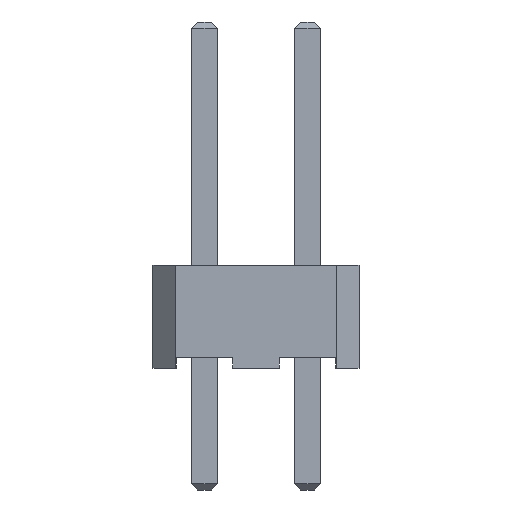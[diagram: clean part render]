
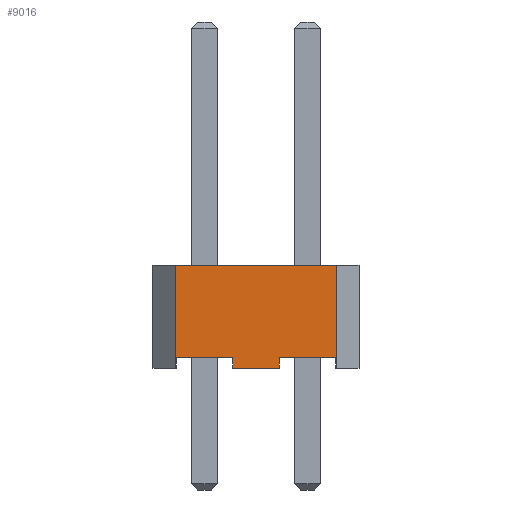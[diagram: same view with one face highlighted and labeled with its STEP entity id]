
A CAD part, left-side view. The second image highlights one B-rep face of the part: STEP entity #9016.
In plain terms, the highlighted planar face has unit normal (-1, 0, 0).
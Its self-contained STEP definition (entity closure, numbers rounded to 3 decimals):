
#514=FACE_OUTER_BOUND('',#1072,.T.);
#1072=EDGE_LOOP('',(#7511,#7512,#7513,#7514,#7515,#7516,#7517,#7518,#7519,
#7520,#7521,#7522));
#1856=LINE('',#13456,#3076);
#1859=LINE('',#13461,#3079);
#1909=LINE('',#13561,#3129);
#1961=LINE('',#13666,#3181);
#2013=LINE('',#13770,#3233);
#2016=LINE('',#13775,#3236);
#2017=LINE('',#13777,#3237);
#2019=LINE('',#13782,#3239);
#2069=LINE('',#13881,#3289);
#2070=LINE('',#13883,#3290);
#2165=LINE('',#14073,#3385);
#2166=LINE('',#14075,#3386);
#3076=VECTOR('',#11058,10.);
#3079=VECTOR('',#11063,10.);
#3129=VECTOR('',#11115,10.);
#3181=VECTOR('',#11171,10.);
#3233=VECTOR('',#11227,10.);
#3236=VECTOR('',#11232,10.);
#3237=VECTOR('',#11235,10.);
#3239=VECTOR('',#11239,10.);
#3289=VECTOR('',#11291,10.);
#3290=VECTOR('',#11294,10.);
#3385=VECTOR('',#11579,10.);
#3386=VECTOR('',#11582,10.);
#4019=VERTEX_POINT('',#13453);
#4020=VERTEX_POINT('',#13455);
#4021=VERTEX_POINT('',#13459);
#4070=VERTEX_POINT('',#13559);
#4120=VERTEX_POINT('',#13663);
#4121=VERTEX_POINT('',#13665);
#4170=VERTEX_POINT('',#13767);
#4171=VERTEX_POINT('',#13769);
#4172=VERTEX_POINT('',#13773);
#4173=VERTEX_POINT('',#13779);
#4174=VERTEX_POINT('',#13781);
#4222=VERTEX_POINT('',#13879);
#5024=EDGE_CURVE('',#4020,#4019,#1856,.T.);
#5027=EDGE_CURVE('',#4021,#4019,#1859,.T.);
#5077=EDGE_CURVE('',#4070,#4021,#1909,.T.);
#5129=EDGE_CURVE('',#4120,#4121,#1961,.T.);
#5181=EDGE_CURVE('',#4170,#4171,#2013,.T.);
#5184=EDGE_CURVE('',#4172,#4170,#2016,.T.);
#5185=EDGE_CURVE('',#4020,#4172,#2017,.T.);
#5187=EDGE_CURVE('',#4173,#4174,#2019,.T.);
#5237=EDGE_CURVE('',#4222,#4173,#2069,.T.);
#5238=EDGE_CURVE('',#4222,#4171,#2070,.T.);
#5333=EDGE_CURVE('',#4121,#4070,#2165,.T.);
#5334=EDGE_CURVE('',#4174,#4120,#2166,.T.);
#7511=ORIENTED_EDGE('',*,*,#5129,.F.);
#7512=ORIENTED_EDGE('',*,*,#5334,.F.);
#7513=ORIENTED_EDGE('',*,*,#5187,.F.);
#7514=ORIENTED_EDGE('',*,*,#5237,.F.);
#7515=ORIENTED_EDGE('',*,*,#5238,.T.);
#7516=ORIENTED_EDGE('',*,*,#5181,.F.);
#7517=ORIENTED_EDGE('',*,*,#5184,.F.);
#7518=ORIENTED_EDGE('',*,*,#5185,.F.);
#7519=ORIENTED_EDGE('',*,*,#5024,.T.);
#7520=ORIENTED_EDGE('',*,*,#5027,.F.);
#7521=ORIENTED_EDGE('',*,*,#5077,.F.);
#7522=ORIENTED_EDGE('',*,*,#5333,.F.);
#8458=PLANE('',#9621);
#9016=ADVANCED_FACE('',(#514),#8458,.T.);
#9621=AXIS2_PLACEMENT_3D('',#14076,#11583,#11584);
#11058=DIRECTION('',(0.,-1.,0.));
#11063=DIRECTION('',(0.,0.,1.));
#11115=DIRECTION('',(0.,1.,0.));
#11171=DIRECTION('',(0.,-1.,0.));
#11227=DIRECTION('',(0.,0.,1.));
#11232=DIRECTION('',(0.,1.,0.));
#11235=DIRECTION('',(0.,0.,-1.));
#11239=DIRECTION('',(0.,1.,0.));
#11291=DIRECTION('',(0.,0.,-1.));
#11294=DIRECTION('',(0.,-1.,0.));
#11579=DIRECTION('',(0.,0.,-1.));
#11582=DIRECTION('',(0.,0.,1.));
#11583=DIRECTION('center_axis',(-1.,0.,0.));
#11584=DIRECTION('ref_axis',(0.,-1.,0.));
#13453=CARTESIAN_POINT('',(-20.32,-1.97,0.32));
#13455=CARTESIAN_POINT('',(-20.32,-0.57,0.32));
#13456=CARTESIAN_POINT('',(-20.32,-1.135,0.32));
#13459=CARTESIAN_POINT('',(-20.32,-1.97,0.05));
#13461=CARTESIAN_POINT('',(-20.32,-1.97,1.32));
#13559=CARTESIAN_POINT('',(-20.32,-1.987,0.05));
#13561=CARTESIAN_POINT('',(-20.32,-1.159,0.05));
#13663=CARTESIAN_POINT('',(-20.32,1.987,2.59));
#13665=CARTESIAN_POINT('',(-20.32,-1.987,2.59));
#13666=CARTESIAN_POINT('',(-20.32,0.,2.59));
#13767=CARTESIAN_POINT('',(-20.32,0.57,0.05));
#13769=CARTESIAN_POINT('',(-20.32,0.57,0.32));
#13770=CARTESIAN_POINT('',(-20.32,0.57,1.32));
#13773=CARTESIAN_POINT('',(-20.32,-0.57,0.05));
#13775=CARTESIAN_POINT('',(-20.32,-0.817,0.05));
#13777=CARTESIAN_POINT('',(-20.32,-0.57,1.455));
#13779=CARTESIAN_POINT('',(-20.32,1.97,0.05));
#13781=CARTESIAN_POINT('',(-20.32,1.987,0.05));
#13782=CARTESIAN_POINT('',(-20.32,1.723,0.05));
#13879=CARTESIAN_POINT('',(-20.32,1.97,0.32));
#13881=CARTESIAN_POINT('',(-20.32,1.97,1.455));
#13883=CARTESIAN_POINT('',(-20.32,1.405,0.32));
#14073=CARTESIAN_POINT('',(-20.32,-1.987,0.05));
#14075=CARTESIAN_POINT('',(-20.32,1.987,0.05));
#14076=CARTESIAN_POINT('Origin',(-20.32,0.,0.05));
